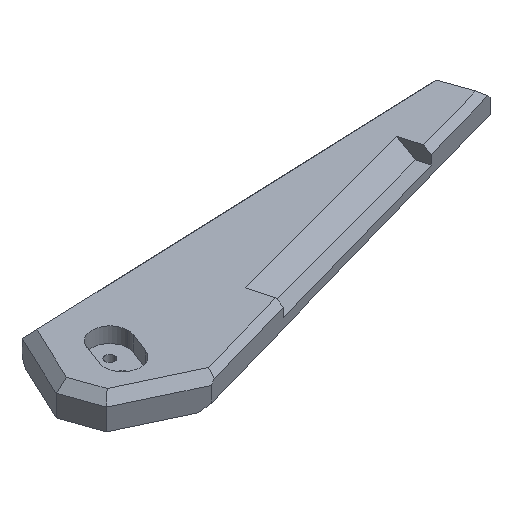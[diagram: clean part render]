
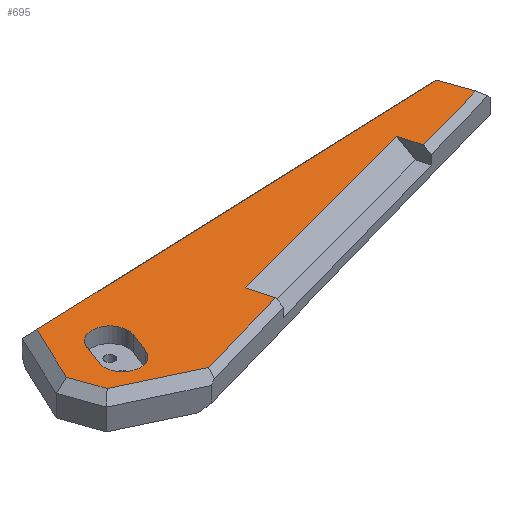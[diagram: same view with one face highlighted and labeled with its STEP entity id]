
A CAD part, isometric view. The second image highlights one B-rep face of the part: STEP entity #695.
In plain terms, the highlighted planar face has unit normal (0, 0, 1).
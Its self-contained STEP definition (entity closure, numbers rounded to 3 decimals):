
#8 = ORIENTED_EDGE ( 'NONE', *, *, #732, .F. ) ;
#10 = VERTEX_POINT ( 'NONE', #29 ) ;
#19 = CIRCLE ( 'NONE', #727, 5.917 ) ;
#29 = CARTESIAN_POINT ( 'NONE',  ( 19.194, 31.098, 10. ) ) ;
#31 = ORIENTED_EDGE ( 'NONE', *, *, #493, .T. ) ;
#33 = LINE ( 'NONE', #1025, #594 ) ;
#46 = ORIENTED_EDGE ( 'NONE', *, *, #158, .F. ) ;
#50 = CARTESIAN_POINT ( 'NONE',  ( 131.431, 33.132, 10. ) ) ;
#54 = VECTOR ( 'NONE', #681, 1000. ) ;
#67 = DIRECTION ( 'NONE',  ( -0.331, 0.943, 0. ) ) ;
#69 = ORIENTED_EDGE ( 'NONE', *, *, #936, .F. ) ;
#70 = LINE ( 'NONE', #1080, #1130 ) ;
#75 = LINE ( 'NONE', #965, #54 ) ;
#83 = DIRECTION ( 'NONE',  ( 0.905, -0.426, 0. ) ) ;
#92 = EDGE_CURVE ( 'NONE', #10, #501, #562, .T. ) ;
#96 = VECTOR ( 'NONE', #671, 1000. ) ;
#102 = PLANE ( 'NONE',  #1145 ) ;
#103 = CARTESIAN_POINT ( 'NONE',  ( 15.942, 44.066, 10. ) ) ;
#110 = AXIS2_PLACEMENT_3D ( 'NONE', #226, #583, #234 ) ;
#112 = CARTESIAN_POINT ( 'NONE',  ( 64.034, 14.033, 10. ) ) ;
#116 = VERTEX_POINT ( 'NONE', #50 ) ;
#131 = EDGE_CURVE ( 'NONE', #116, #609, #301, .T. ) ;
#158 = EDGE_CURVE ( 'NONE', #1081, #855, #825, .T. ) ;
#167 = CARTESIAN_POINT ( 'NONE',  ( 32.907, 5.485, 10. ) ) ;
#179 = CARTESIAN_POINT ( 'NONE',  ( 151.92, 49.356, 10. ) ) ;
#181 = CARTESIAN_POINT ( 'NONE',  ( 64.555, 12.102, 10. ) ) ;
#207 = DIRECTION ( 'NONE',  ( 1., 0., 0. ) ) ;
#226 = CARTESIAN_POINT ( 'NONE',  ( 24.722, 28.99, 10. ) ) ;
#233 = LINE ( 'NONE', #593, #317 ) ;
#234 = DIRECTION ( 'NONE',  ( 1., 0., 0. ) ) ;
#238 = VECTOR ( 'NONE', #1038, 1000. ) ;
#247 = EDGE_LOOP ( 'NONE', ( #46, #69, #475, #713, #343 ) ) ;
#250 = FACE_OUTER_BOUND ( 'NONE', #573, .T. ) ;
#266 = DIRECTION ( 'NONE',  ( 0., 0., 1. ) ) ;
#269 = EDGE_CURVE ( 'NONE', #750, #339, #75, .T. ) ;
#270 = VERTEX_POINT ( 'NONE', #1077 ) ;
#279 = VECTOR ( 'NONE', #67, 1000. ) ;
#282 = VERTEX_POINT ( 'NONE', #616 ) ;
#301 = LINE ( 'NONE', #1125, #238 ) ;
#311 = EDGE_CURVE ( 'NONE', #501, #270, #1071, .T. ) ;
#317 = VECTOR ( 'NONE', #967, 1000. ) ;
#339 = VERTEX_POINT ( 'NONE', #438 ) ;
#343 = ORIENTED_EDGE ( 'NONE', *, *, #861, .F. ) ;
#348 = CARTESIAN_POINT ( 'NONE',  ( 22.194, 22.359, 10. ) ) ;
#354 = VECTOR ( 'NONE', #367, 1000. ) ;
#359 = CARTESIAN_POINT ( 'NONE',  ( 30.251, 26.883, 10. ) ) ;
#367 = DIRECTION ( 'NONE',  ( 0.962, 0.273, 0. ) ) ;
#390 = DIRECTION ( 'NONE',  ( 0.965, 0.261, 0. ) ) ;
#404 = ORIENTED_EDGE ( 'NONE', *, *, #701, .T. ) ;
#411 = AXIS2_PLACEMENT_3D ( 'NONE', #348, #266, #788 ) ;
#431 = VECTOR ( 'NONE', #700, 1000. ) ;
#438 = CARTESIAN_POINT ( 'NONE',  ( 10.749, 15.925, 10. ) ) ;
#439 = ORIENTED_EDGE ( 'NONE', *, *, #1088, .T. ) ;
#443 = EDGE_CURVE ( 'NONE', #116, #282, #553, .T. ) ;
#445 = VERTEX_POINT ( 'NONE', #103 ) ;
#455 = CARTESIAN_POINT ( 'NONE',  ( 14.121, 43.995, 10. ) ) ;
#466 = VECTOR ( 'NONE', #480, 1000. ) ;
#475 = ORIENTED_EDGE ( 'NONE', *, *, #311, .F. ) ;
#480 = DIRECTION ( 'NONE',  ( -0.356, -0.934, 0. ) ) ;
#483 = CARTESIAN_POINT ( 'NONE',  ( 30.639, 28.99, 10. ) ) ;
#491 = CARTESIAN_POINT ( 'NONE',  ( 33.269, 5.315, 10. ) ) ;
#493 = EDGE_CURVE ( 'NONE', #282, #1027, #752, .T. ) ;
#497 = ORIENTED_EDGE ( 'NONE', *, *, #131, .F. ) ;
#501 = VERTEX_POINT ( 'NONE', #1124 ) ;
#521 = LINE ( 'NONE', #181, #431 ) ;
#528 = VERTEX_POINT ( 'NONE', #1030 ) ;
#547 = CARTESIAN_POINT ( 'NONE',  ( 155.366, 39.915, 10. ) ) ;
#553 = LINE ( 'NONE', #547, #354 ) ;
#562 = LINE ( 'NONE', #567, #466 ) ;
#567 = CARTESIAN_POINT ( 'NONE',  ( 19.194, 31.098, 10. ) ) ;
#573 = EDGE_LOOP ( 'NONE', ( #497, #814, #31, #404, #624, #791, #986, #439, #8, #664 ) ) ;
#582 = VERTEX_POINT ( 'NONE', #491 ) ;
#583 = DIRECTION ( 'NONE',  ( 0., 0., 1. ) ) ;
#593 = CARTESIAN_POINT ( 'NONE',  ( 30.251, 26.883, 10. ) ) ;
#594 = VECTOR ( 'NONE', #390, 1000. ) ;
#609 = VERTEX_POINT ( 'NONE', #839 ) ;
#610 = LINE ( 'NONE', #167, #1169 ) ;
#616 = CARTESIAN_POINT ( 'NONE',  ( 155.248, 39.881, 10. ) ) ;
#620 = DIRECTION ( 'NONE',  ( -0.999, -0.039, 0. ) ) ;
#624 = ORIENTED_EDGE ( 'NONE', *, *, #913, .T. ) ;
#625 = FACE_BOUND ( 'NONE', #247, .T. ) ;
#626 = EDGE_CURVE ( 'NONE', #528, #609, #33, .T. ) ;
#633 = VECTOR ( 'NONE', #620, 1000. ) ;
#664 = ORIENTED_EDGE ( 'NONE', *, *, #626, .T. ) ;
#671 = DIRECTION ( 'NONE',  ( -0.426, -0.905, 0. ) ) ;
#681 = DIRECTION ( 'NONE',  ( 0.331, -0.943, 0. ) ) ;
#695 = ADVANCED_FACE ( 'NONE', ( #250, #625 ), #102, .T. ) ;
#700 = DIRECTION ( 'NONE',  ( 0.261, -0.965, 0. ) ) ;
#701 = EDGE_CURVE ( 'NONE', #1027, #445, #1087, .T. ) ;
#713 = ORIENTED_EDGE ( 'NONE', *, *, #92, .F. ) ;
#727 = AXIS2_PLACEMENT_3D ( 'NONE', #737, #1015, #207 ) ;
#732 = EDGE_CURVE ( 'NONE', #528, #810, #521, .T. ) ;
#737 = CARTESIAN_POINT ( 'NONE',  ( 24.722, 28.99, 10. ) ) ;
#750 = VERTEX_POINT ( 'NONE', #981 ) ;
#752 = LINE ( 'NONE', #968, #279 ) ;
#771 = LINE ( 'NONE', #1122, #96 ) ;
#788 = DIRECTION ( 'NONE',  ( 1., 0., 0. ) ) ;
#791 = ORIENTED_EDGE ( 'NONE', *, *, #269, .T. ) ;
#810 = VERTEX_POINT ( 'NONE', #112 ) ;
#814 = ORIENTED_EDGE ( 'NONE', *, *, #443, .T. ) ;
#825 = CIRCLE ( 'NONE', #110, 5.917 ) ;
#839 = CARTESIAN_POINT ( 'NONE',  ( 129.473, 40.04, 10. ) ) ;
#855 = VERTEX_POINT ( 'NONE', #483 ) ;
#861 = EDGE_CURVE ( 'NONE', #855, #10, #19, .T. ) ;
#889 = DIRECTION ( 'NONE',  ( 0.962, 0.273, 0. ) ) ;
#903 = DIRECTION ( 'NONE',  ( 0., 0., 1. ) ) ;
#913 = EDGE_CURVE ( 'NONE', #445, #750, #771, .T. ) ;
#936 = EDGE_CURVE ( 'NONE', #270, #1081, #233, .T. ) ;
#965 = CARTESIAN_POINT ( 'NONE',  ( 11.165, 14.74, 10. ) ) ;
#967 = DIRECTION ( 'NONE',  ( 0.356, 0.934, 0. ) ) ;
#968 = CARTESIAN_POINT ( 'NONE',  ( 151.186, 51.445, 10. ) ) ;
#973 = CARTESIAN_POINT ( 'NONE',  ( 0., 0., 10. ) ) ;
#981 = CARTESIAN_POINT ( 'NONE',  ( 7.304, 25.732, 10. ) ) ;
#986 = ORIENTED_EDGE ( 'NONE', *, *, #1136, .T. ) ;
#987 = DIRECTION ( 'NONE',  ( 1., 0., 0. ) ) ;
#1015 = DIRECTION ( 'NONE',  ( 0., 0., 1. ) ) ;
#1025 = CARTESIAN_POINT ( 'NONE',  ( 129.534, 40.056, 10. ) ) ;
#1027 = VERTEX_POINT ( 'NONE', #179 ) ;
#1030 = CARTESIAN_POINT ( 'NONE',  ( 61.935, 21.807, 10. ) ) ;
#1038 = DIRECTION ( 'NONE',  ( -0.273, 0.962, 0. ) ) ;
#1071 = CIRCLE ( 'NONE', #411, 5.917 ) ;
#1077 = CARTESIAN_POINT ( 'NONE',  ( 27.723, 20.251, 10. ) ) ;
#1080 = CARTESIAN_POINT ( 'NONE',  ( 64.01, 14.026, 10. ) ) ;
#1081 = VERTEX_POINT ( 'NONE', #359 ) ;
#1087 = LINE ( 'NONE', #455, #633 ) ;
#1088 = EDGE_CURVE ( 'NONE', #582, #810, #70, .T. ) ;
#1122 = CARTESIAN_POINT ( 'NONE',  ( 6.78, 24.619, 10. ) ) ;
#1124 = CARTESIAN_POINT ( 'NONE',  ( 16.666, 24.467, 10. ) ) ;
#1125 = CARTESIAN_POINT ( 'NONE',  ( 130.837, 35.229, 10. ) ) ;
#1130 = VECTOR ( 'NONE', #889, 1000. ) ;
#1136 = EDGE_CURVE ( 'NONE', #339, #582, #610, .T. ) ;
#1145 = AXIS2_PLACEMENT_3D ( 'NONE', #973, #903, #987 ) ;
#1169 = VECTOR ( 'NONE', #83, 1000. ) ;
